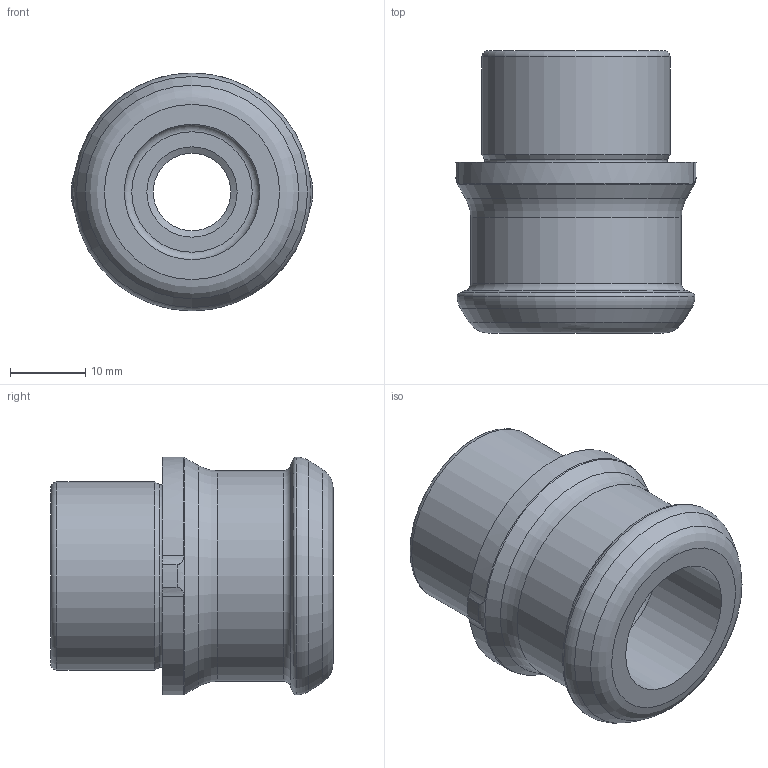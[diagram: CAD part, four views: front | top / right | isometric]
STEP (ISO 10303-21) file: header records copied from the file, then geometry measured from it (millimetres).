
FILE_DESCRIPTION (( 'STEP AP214' ), '1' );
FILE_NAME ('STARK_5000 010_B.STEP', '2019-08-16T08:52:10', ( '' ), ( '' ), 'SwSTEP 2.0', 'SolidWorks 2019', '' );
FILE_SCHEMA (( 'AUTOMOTIVE_DESIGN' ));
Length unit declared in the file: millimetre
Products named in the file (1): STARK_5000 010_B
Bounding box: 31.98 x 37.5 x 31.6 mm (x, y, z)
Volume: 16581.6 mm3; surface area: 6134 mm2
Topology: 1 solids, 1 shells, 35 faces, 74 edges, 43 vertices
Faces by surface type: cylinder 14, torus 10, cone 7, plane 4
Full cylindrical faces by diameter (mm): 10.3 x1, 12.5 x1, 18 x1, 25 x1, 28 x1, 31.6 x1
Entity records: 942 total; most frequent: CARTESIAN_POINT 164, DIRECTION 156, ORIENTED_EDGE 100, AXIS2_PLACEMENT_3D 74, EDGE_LOOP 62, FACE_OUTER_BOUND 51, EDGE_CURVE 50, VERTEX_POINT 42
